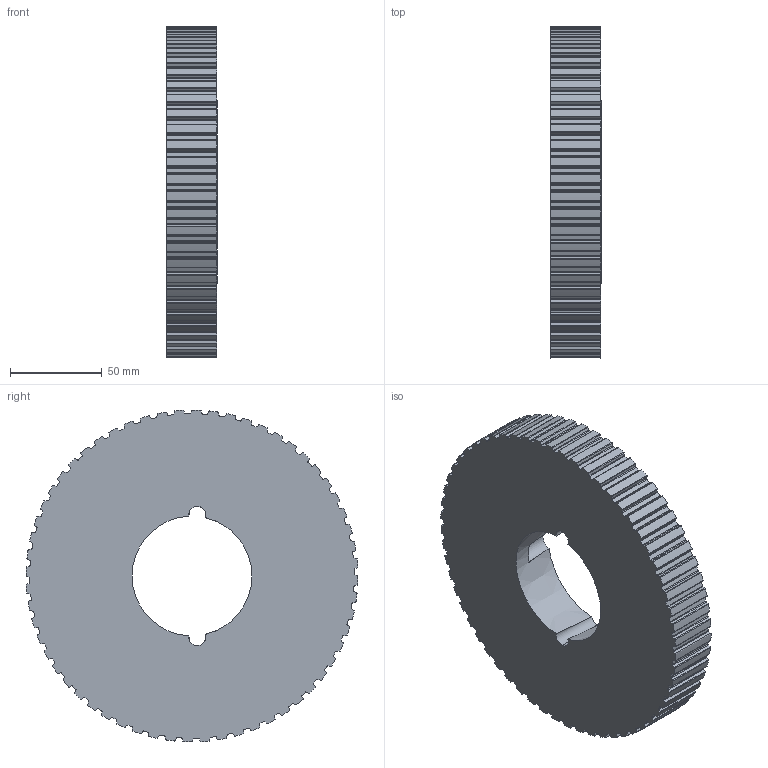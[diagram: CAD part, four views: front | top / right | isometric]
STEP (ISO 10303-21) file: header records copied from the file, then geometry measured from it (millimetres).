
FILE_DESCRIPTION (( 'STEP AP214' ), '1' );
FILE_NAME ('STL60L100A-2012.step', '2019-07-31T16:05:12', ( '' ), ( '' ), 'SwSTEP 2.0', 'SolidWorks 2018', '' );
FILE_SCHEMA (( 'AUTOMOTIVE_DESIGN' ));
Length unit declared in the file: millimetre
Products named in the file (1): STL60L100A-2012
Bounding box: 27.29 x 181 x 181 mm (x, y, z)
Volume: 588954.8 mm3; surface area: 69038.7 mm2
Topology: 1 solids, 1 shells, 545 faces, 1626 edges, 1084 vertices
Faces by surface type: cylinder 359, plane 184, cone 2
Entity records: 18696 total; most frequent: DIRECTION 3432, CARTESIAN_POINT 3288, ORIENTED_EDGE 3252, EDGE_CURVE 1626, AXIS2_PLACEMENT_3D 1268, VERTEX_POINT 1084, LINE 896, VECTOR 896
